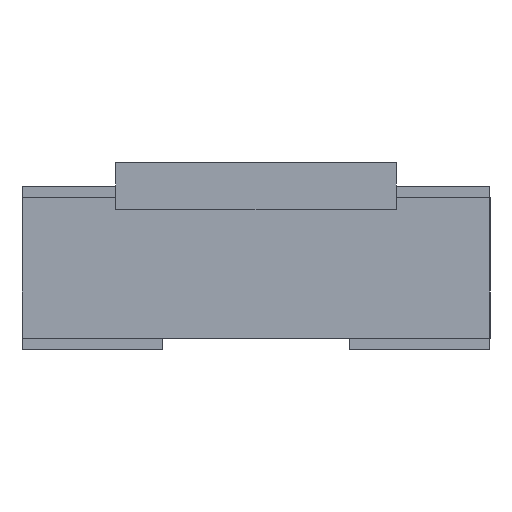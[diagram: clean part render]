
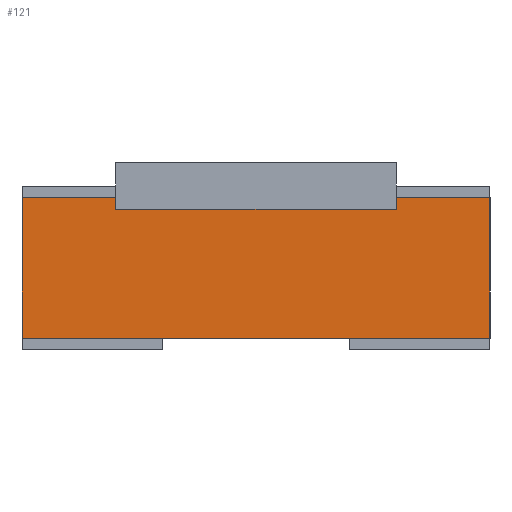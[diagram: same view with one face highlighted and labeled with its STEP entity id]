
A CAD part, left-side view. The second image highlights one B-rep face of the part: STEP entity #121.
In plain terms, the highlighted planar face has unit normal (-1, 0, 0).
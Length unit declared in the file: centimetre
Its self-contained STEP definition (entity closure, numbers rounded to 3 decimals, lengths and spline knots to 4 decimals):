
#121 = ADVANCED_FACE ( 'NONE', ( #2754 ), #3376, .T. ) ;
#231 = EDGE_CURVE ( 'NONE', #6554, #10190, #2337, .T. ) ;
#487 = DIRECTION ( 'NONE',  ( 0., 1., 0. ) ) ;
#704 = EDGE_CURVE ( 'NONE', #2909, #4682, #9211, .T. ) ;
#732 = ORIENTED_EDGE ( 'NONE', *, *, #6925, .T. ) ;
#843 = DIRECTION ( 'NONE',  ( 0., -1., 0. ) ) ;
#1207 = DIRECTION ( 'NONE',  ( 0., 0., 1. ) ) ;
#1322 = VERTEX_POINT ( 'NONE', #3728 ) ;
#1462 = CARTESIAN_POINT ( 'NONE',  ( 0., 0.05, 0.0325 ) ) ;
#1779 = CARTESIAN_POINT ( 'NONE',  ( 0., 0.05, 0.03 ) ) ;
#1993 = DIRECTION ( 'NONE',  ( 0., 0., -1. ) ) ;
#2051 = VECTOR ( 'NONE', #8309, 100. ) ;
#2128 = LINE ( 'NONE', #5828, #9293 ) ;
#2133 = VECTOR ( 'NONE', #3018, 100. ) ;
#2337 = LINE ( 'NONE', #11296, #7006 ) ;
#2446 = CARTESIAN_POINT ( 'NONE',  ( 0., 0.05, 0.0025 ) ) ;
#2671 = CARTESIAN_POINT ( 'NONE',  ( 0., 0.05, 0.0325 ) ) ;
#2717 = VECTOR ( 'NONE', #843, 100. ) ;
#2754 = FACE_OUTER_BOUND ( 'NONE', #10384, .T. ) ;
#2870 = VECTOR ( 'NONE', #487, 100. ) ;
#2909 = VERTEX_POINT ( 'NONE', #3020 ) ;
#3018 = DIRECTION ( 'NONE',  ( 0., -1., 0. ) ) ;
#3020 = CARTESIAN_POINT ( 'NONE',  ( 0., 0.02, 0.03 ) ) ;
#3296 = EDGE_CURVE ( 'NONE', #4682, #11892, #2128, .T. ) ;
#3308 = EDGE_CURVE ( 'NONE', #4628, #4419, #7101, .T. ) ;
#3376 = PLANE ( 'NONE',  #9210 ) ;
#3728 = CARTESIAN_POINT ( 'NONE',  ( 0., 0.02, 0.0325 ) ) ;
#3968 = CARTESIAN_POINT ( 'NONE',  ( 0., 0., 0.0025 ) ) ;
#4070 = LINE ( 'NONE', #6599, #4934 ) ;
#4247 = DIRECTION ( 'NONE',  ( -1., 0., 0. ) ) ;
#4318 = VECTOR ( 'NONE', #1207, 100. ) ;
#4396 = CARTESIAN_POINT ( 'NONE',  ( 0., 0.1, 0.0025 ) ) ;
#4419 = VERTEX_POINT ( 'NONE', #9425 ) ;
#4628 = VERTEX_POINT ( 'NONE', #9238 ) ;
#4682 = VERTEX_POINT ( 'NONE', #8369 ) ;
#4863 = CARTESIAN_POINT ( 'NONE',  ( 0., 0.08, 0.0325 ) ) ;
#4934 = VECTOR ( 'NONE', #7575, 100. ) ;
#5219 = EDGE_CURVE ( 'NONE', #1322, #2909, #4070, .T. ) ;
#5828 = CARTESIAN_POINT ( 'NONE',  ( 0., 0.08, 0.0313 ) ) ;
#6115 = ORIENTED_EDGE ( 'NONE', *, *, #704, .T. ) ;
#6554 = VERTEX_POINT ( 'NONE', #11126 ) ;
#6599 = CARTESIAN_POINT ( 'NONE',  ( 0., 0.02, 0.0313 ) ) ;
#6785 = DIRECTION ( 'NONE',  ( 0., 0., 1. ) ) ;
#6925 = EDGE_CURVE ( 'NONE', #4419, #1322, #10063, .T. ) ;
#6943 = ORIENTED_EDGE ( 'NONE', *, *, #5219, .T. ) ;
#7006 = VECTOR ( 'NONE', #1993, 100. ) ;
#7101 = LINE ( 'NONE', #3968, #4318 ) ;
#7167 = ORIENTED_EDGE ( 'NONE', *, *, #231, .T. ) ;
#7575 = DIRECTION ( 'NONE',  ( 0., 0., -1. ) ) ;
#8309 = DIRECTION ( 'NONE',  ( 0., 1., 0. ) ) ;
#8369 = CARTESIAN_POINT ( 'NONE',  ( 0., 0.08, 0.03 ) ) ;
#8682 = ORIENTED_EDGE ( 'NONE', *, *, #10331, .F. ) ;
#9094 = DIRECTION ( 'NONE',  ( 0., 0., 1. ) ) ;
#9210 = AXIS2_PLACEMENT_3D ( 'NONE', #2446, #4247, #9094 ) ;
#9211 = LINE ( 'NONE', #1779, #2051 ) ;
#9238 = CARTESIAN_POINT ( 'NONE',  ( 0., 0., 0.0025 ) ) ;
#9241 = ORIENTED_EDGE ( 'NONE', *, *, #3296, .T. ) ;
#9293 = VECTOR ( 'NONE', #6785, 100. ) ;
#9425 = CARTESIAN_POINT ( 'NONE',  ( 0., 0., 0.0325 ) ) ;
#9594 = CARTESIAN_POINT ( 'NONE',  ( 0., 0.05, 0.0025 ) ) ;
#9606 = LINE ( 'NONE', #9594, #2133 ) ;
#9618 = ORIENTED_EDGE ( 'NONE', *, *, #10528, .T. ) ;
#9912 = LINE ( 'NONE', #2671, #2717 ) ;
#10063 = LINE ( 'NONE', #1462, #2870 ) ;
#10190 = VERTEX_POINT ( 'NONE', #4396 ) ;
#10331 = EDGE_CURVE ( 'NONE', #6554, #11892, #9912, .T. ) ;
#10384 = EDGE_LOOP ( 'NONE', ( #11864, #732, #6943, #6115, #9241, #8682, #7167, #9618 ) ) ;
#10528 = EDGE_CURVE ( 'NONE', #10190, #4628, #9606, .T. ) ;
#11126 = CARTESIAN_POINT ( 'NONE',  ( 0., 0.1, 0.0325 ) ) ;
#11296 = CARTESIAN_POINT ( 'NONE',  ( 0., 0.1, 0.0025 ) ) ;
#11864 = ORIENTED_EDGE ( 'NONE', *, *, #3308, .T. ) ;
#11892 = VERTEX_POINT ( 'NONE', #4863 ) ;
